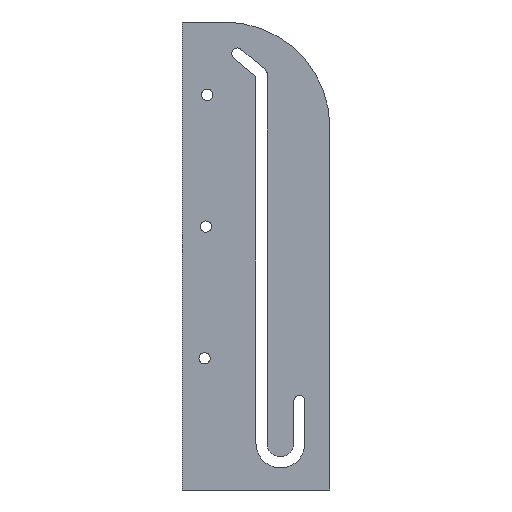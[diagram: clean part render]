
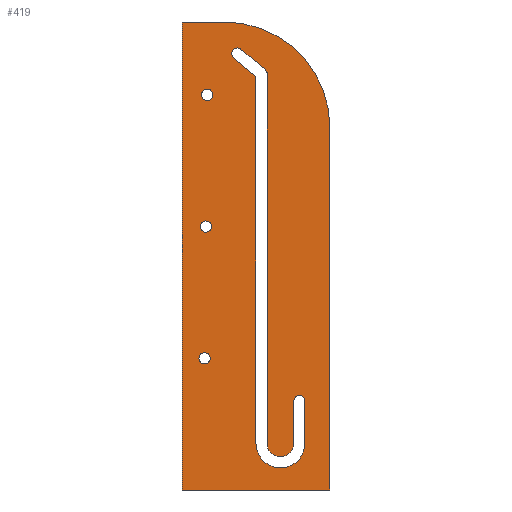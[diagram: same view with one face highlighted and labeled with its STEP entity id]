
A CAD part, front view. The second image highlights one B-rep face of the part: STEP entity #419.
In plain terms, the highlighted planar face has unit normal (0, -1, 0).
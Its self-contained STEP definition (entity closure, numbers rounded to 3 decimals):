
#19=FACE_BOUND('',#81,.T.);
#20=FACE_BOUND('',#82,.T.);
#21=FACE_BOUND('',#83,.T.);
#22=FACE_BOUND('',#84,.T.);
#34=PLANE('',#481);
#55=FACE_OUTER_BOUND('',#80,.T.);
#80=EDGE_LOOP('',(#371,#372,#373,#374,#375));
#81=EDGE_LOOP('',(#376,#377,#378,#379,#380,#381,#382,#383,#384,#385,#386));
#82=EDGE_LOOP('',(#387));
#83=EDGE_LOOP('',(#388));
#84=EDGE_LOOP('',(#389));
#91=LINE('',#633,#130);
#95=LINE('',#645,#134);
#99=LINE('',#657,#138);
#102=LINE('',#663,#141);
#106=LINE('',#675,#145);
#110=LINE('',#685,#149);
#113=LINE('',#693,#152);
#116=LINE('',#699,#155);
#119=LINE('',#705,#158);
#123=LINE('',#715,#162);
#130=VECTOR('',#516,10.);
#134=VECTOR('',#528,10.);
#138=VECTOR('',#540,10.);
#141=VECTOR('',#545,10.);
#145=VECTOR('',#557,10.);
#149=VECTOR('',#569,10.);
#152=VECTOR('',#574,10.);
#155=VECTOR('',#579,10.);
#158=VECTOR('',#584,10.);
#162=VECTOR('',#596,10.);
#163=CIRCLE('',#444,2.65);
#165=CIRCLE('',#447,2.65);
#167=CIRCLE('',#450,2.65);
#170=CIRCLE('',#454,6.282);
#172=CIRCLE('',#458,2.65);
#174=CIRCLE('',#462,2.65);
#176=CIRCLE('',#467,11.582);
#178=CIRCLE('',#471,2.65);
#180=CIRCLE('',#478,50.);
#181=VERTEX_POINT('',#603);
#183=VERTEX_POINT('',#609);
#185=VERTEX_POINT('',#615);
#189=VERTEX_POINT('',#624);
#190=VERTEX_POINT('',#626);
#192=VERTEX_POINT('',#632);
#194=VERTEX_POINT('',#638);
#196=VERTEX_POINT('',#644);
#198=VERTEX_POINT('',#650);
#200=VERTEX_POINT('',#656);
#202=VERTEX_POINT('',#662);
#204=VERTEX_POINT('',#668);
#206=VERTEX_POINT('',#674);
#208=VERTEX_POINT('',#680);
#211=VERTEX_POINT('',#690);
#212=VERTEX_POINT('',#692);
#214=VERTEX_POINT('',#698);
#216=VERTEX_POINT('',#704);
#218=VERTEX_POINT('',#710);
#219=EDGE_CURVE('',#181,#181,#163,.T.);
#222=EDGE_CURVE('',#183,#183,#165,.T.);
#225=EDGE_CURVE('',#185,#185,#167,.T.);
#230=EDGE_CURVE('',#190,#189,#170,.T.);
#233=EDGE_CURVE('',#192,#190,#91,.T.);
#236=EDGE_CURVE('',#194,#192,#172,.T.);
#239=EDGE_CURVE('',#196,#194,#95,.T.);
#242=EDGE_CURVE('',#198,#196,#174,.T.);
#245=EDGE_CURVE('',#200,#198,#99,.T.);
#248=EDGE_CURVE('',#202,#200,#102,.T.);
#251=EDGE_CURVE('',#204,#202,#176,.T.);
#254=EDGE_CURVE('',#206,#204,#106,.T.);
#257=EDGE_CURVE('',#208,#206,#178,.T.);
#260=EDGE_CURVE('',#189,#208,#110,.T.);
#263=EDGE_CURVE('',#212,#211,#113,.T.);
#266=EDGE_CURVE('',#214,#212,#116,.T.);
#269=EDGE_CURVE('',#216,#214,#119,.T.);
#272=EDGE_CURVE('',#218,#216,#180,.T.);
#275=EDGE_CURVE('',#211,#218,#123,.T.);
#371=ORIENTED_EDGE('',*,*,#275,.T.);
#372=ORIENTED_EDGE('',*,*,#272,.T.);
#373=ORIENTED_EDGE('',*,*,#269,.T.);
#374=ORIENTED_EDGE('',*,*,#266,.T.);
#375=ORIENTED_EDGE('',*,*,#263,.T.);
#376=ORIENTED_EDGE('',*,*,#260,.T.);
#377=ORIENTED_EDGE('',*,*,#257,.T.);
#378=ORIENTED_EDGE('',*,*,#254,.T.);
#379=ORIENTED_EDGE('',*,*,#251,.T.);
#380=ORIENTED_EDGE('',*,*,#248,.T.);
#381=ORIENTED_EDGE('',*,*,#245,.T.);
#382=ORIENTED_EDGE('',*,*,#242,.T.);
#383=ORIENTED_EDGE('',*,*,#239,.T.);
#384=ORIENTED_EDGE('',*,*,#236,.T.);
#385=ORIENTED_EDGE('',*,*,#233,.T.);
#386=ORIENTED_EDGE('',*,*,#230,.T.);
#387=ORIENTED_EDGE('',*,*,#225,.T.);
#388=ORIENTED_EDGE('',*,*,#222,.T.);
#389=ORIENTED_EDGE('',*,*,#219,.T.);
#419=ADVANCED_FACE('',(#55,#19,#20,#21,#22),#34,.F.);
#444=AXIS2_PLACEMENT_3D('',#604,#486,#487);
#447=AXIS2_PLACEMENT_3D('',#610,#493,#494);
#450=AXIS2_PLACEMENT_3D('',#616,#500,#501);
#454=AXIS2_PLACEMENT_3D('',#627,#510,#511);
#458=AXIS2_PLACEMENT_3D('',#639,#522,#523);
#462=AXIS2_PLACEMENT_3D('',#651,#534,#535);
#467=AXIS2_PLACEMENT_3D('',#669,#551,#552);
#471=AXIS2_PLACEMENT_3D('',#681,#563,#564);
#478=AXIS2_PLACEMENT_3D('',#711,#590,#591);
#481=AXIS2_PLACEMENT_3D('',#717,#599,#600);
#486=DIRECTION('center_axis',(0.,1.,0.));
#487=DIRECTION('ref_axis',(1.,0.,0.));
#493=DIRECTION('center_axis',(0.,1.,0.));
#494=DIRECTION('ref_axis',(1.,0.,0.));
#500=DIRECTION('center_axis',(0.,1.,0.));
#501=DIRECTION('ref_axis',(1.,0.,0.));
#510=DIRECTION('center_axis',(0.,-1.,0.));
#511=DIRECTION('ref_axis',(1.,0.,0.));
#516=DIRECTION('',(0.,0.,-1.));
#522=DIRECTION('center_axis',(0.,1.,0.));
#523=DIRECTION('ref_axis',(1.,0.,0.));
#528=DIRECTION('',(0.766,0.,-0.643));
#534=DIRECTION('center_axis',(0.,1.,0.));
#535=DIRECTION('ref_axis',(1.,0.,0.));
#540=DIRECTION('',(-0.766,0.,0.643));
#545=DIRECTION('',(0.,0.,1.));
#551=DIRECTION('center_axis',(0.,1.,0.));
#552=DIRECTION('ref_axis',(-1.,0.,0.));
#557=DIRECTION('',(0.,0.,-1.));
#563=DIRECTION('center_axis',(0.,1.,0.));
#564=DIRECTION('ref_axis',(1.,0.,0.));
#569=DIRECTION('',(0.,0.,1.));
#574=DIRECTION('',(1.,0.,0.));
#579=DIRECTION('',(0.,0.,-1.));
#584=DIRECTION('',(-1.,0.,0.));
#590=DIRECTION('center_axis',(0.,-1.,0.));
#591=DIRECTION('ref_axis',(0.,0.,1.));
#596=DIRECTION('',(0.,0.,1.));
#599=DIRECTION('center_axis',(0.,1.,0.));
#600=DIRECTION('ref_axis',(0.,0.,1.));
#603=CARTESIAN_POINT('',(-138.599,-10.,206.938));
#604=CARTESIAN_POINT('Origin',(-135.949,-10.,206.938));
#609=CARTESIAN_POINT('',(-139.869,-10.,82.176));
#610=CARTESIAN_POINT('Origin',(-137.219,-10.,82.176));
#615=CARTESIAN_POINT('',(-139.234,-10.,144.557));
#616=CARTESIAN_POINT('Origin',(-136.584,-10.,144.557));
#624=CARTESIAN_POINT('',(-94.991,-10.,41.827));
#626=CARTESIAN_POINT('',(-107.555,-10.,41.827));
#627=CARTESIAN_POINT('Origin',(-101.273,-10.,41.827));
#632=CARTESIAN_POINT('',(-107.555,-10.,216.827));
#633=CARTESIAN_POINT('',(-107.555,-10.,41.827));
#638=CARTESIAN_POINT('',(-108.501,-10.,218.857));
#639=CARTESIAN_POINT('Origin',(-110.205,-10.,216.827));
#644=CARTESIAN_POINT('',(-119.992,-10.,228.499));
#645=CARTESIAN_POINT('',(-108.501,-10.,218.857));
#650=CARTESIAN_POINT('',(-123.399,-10.,224.439));
#651=CARTESIAN_POINT('Origin',(-121.696,-10.,226.469));
#656=CARTESIAN_POINT('',(-112.855,-10.,215.591));
#657=CARTESIAN_POINT('',(-123.399,-10.,224.439));
#662=CARTESIAN_POINT('',(-112.855,-10.,41.827));
#663=CARTESIAN_POINT('',(-112.855,-10.,216.827));
#668=CARTESIAN_POINT('',(-89.691,-10.,41.827));
#669=CARTESIAN_POINT('Origin',(-101.273,-10.,41.827));
#674=CARTESIAN_POINT('',(-89.691,-10.,61.827));
#675=CARTESIAN_POINT('',(-89.691,-10.,41.827));
#680=CARTESIAN_POINT('',(-94.991,-10.,61.827));
#681=CARTESIAN_POINT('Origin',(-92.341,-10.,61.827));
#685=CARTESIAN_POINT('',(-94.991,-10.,61.827));
#690=CARTESIAN_POINT('',(-77.855,-10.,19.795));
#692=CARTESIAN_POINT('',(-147.855,-10.,19.795));
#693=CARTESIAN_POINT('',(-77.855,-10.,19.795));
#698=CARTESIAN_POINT('',(-147.855,-10.,241.412));
#699=CARTESIAN_POINT('',(-147.855,-10.,19.795));
#704=CARTESIAN_POINT('',(-127.855,-10.,241.412));
#705=CARTESIAN_POINT('',(-147.855,-10.,241.412));
#710=CARTESIAN_POINT('',(-77.855,-10.,191.412));
#711=CARTESIAN_POINT('Origin',(-127.855,-10.,191.412));
#715=CARTESIAN_POINT('',(-77.855,-10.,191.412));
#717=CARTESIAN_POINT('Origin',(-112.855,-10.,130.603));
